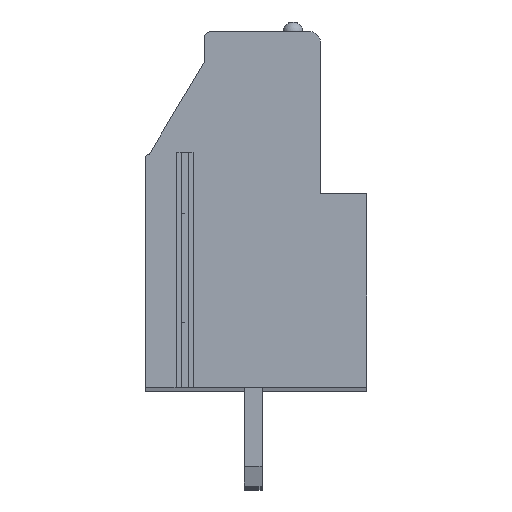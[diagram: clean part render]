
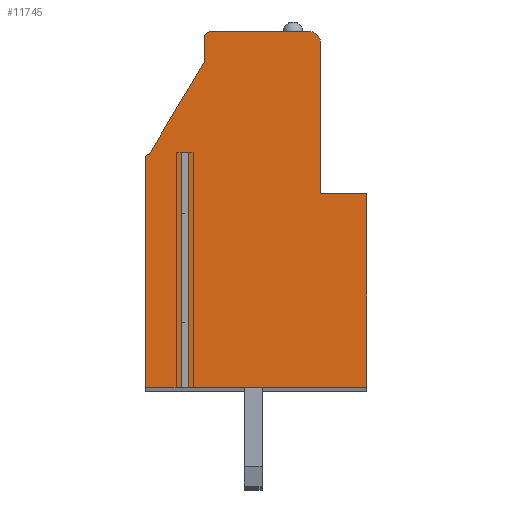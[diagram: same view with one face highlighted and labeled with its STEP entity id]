
A CAD part, top view. The second image highlights one B-rep face of the part: STEP entity #11745.
In plain terms, the highlighted planar face has unit normal (0, 0, 1).
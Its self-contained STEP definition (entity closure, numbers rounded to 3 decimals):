
#30=DIRECTION('',(-1.,0.,0.));
#31=VECTOR('',#30,0.38);
#32=CARTESIAN_POINT('',(-3.27,4.204,114.3));
#33=LINE('',#32,#31);
#34=DIRECTION('',(0.,1.,0.));
#35=VECTOR('',#34,11.9);
#36=CARTESIAN_POINT('',(-3.65,-7.696,114.3));
#37=LINE('',#36,#35);
#38=DIRECTION('',(1.,0.,0.));
#39=VECTOR('',#38,1.81);
#40=CARTESIAN_POINT('',(-5.46,-7.696,114.3));
#41=LINE('',#40,#39);
#42=DIRECTION('',(0.,-1.,0.));
#43=VECTOR('',#42,11.6);
#44=CARTESIAN_POINT('',(-5.46,3.904,114.3));
#45=LINE('',#44,#43);
#46=CARTESIAN_POINT('',(-5.26,3.904,114.3));
#47=DIRECTION('',(0.,0.,1.));
#48=DIRECTION('',(0.,1.,0.));
#49=AXIS2_PLACEMENT_3D('',#46,#47,#48);
#51=DIRECTION('',(-0.512,-0.859,0.));
#52=VECTOR('',#51,5.471);
#53=CARTESIAN_POINT('',(-2.46,8.804,114.3));
#54=LINE('',#53,#52);
#55=DIRECTION('',(0.,-1.,0.));
#56=VECTOR('',#55,1.2);
#57=CARTESIAN_POINT('',(-2.46,10.004,114.3));
#58=LINE('',#57,#56);
#59=CARTESIAN_POINT('',(-2.16,10.004,114.3));
#60=DIRECTION('',(0.,0.,1.));
#61=DIRECTION('',(0.,1.,0.));
#62=AXIS2_PLACEMENT_3D('',#59,#60,#61);
#64=DIRECTION('',(-1.,0.,0.));
#65=VECTOR('',#64,5.05);
#66=CARTESIAN_POINT('',(2.89,10.304,114.3));
#67=LINE('',#66,#65);
#68=CARTESIAN_POINT('',(2.89,9.804,114.3));
#69=DIRECTION('',(0.,0.,1.));
#70=DIRECTION('',(1.,0.,0.));
#71=AXIS2_PLACEMENT_3D('',#68,#69,#70);
#73=DIRECTION('',(0.,1.,0.));
#74=VECTOR('',#73,7.7);
#75=CARTESIAN_POINT('',(3.39,2.104,114.3));
#76=LINE('',#75,#74);
#77=DIRECTION('',(-1.,0.,0.));
#78=VECTOR('',#77,2.35);
#79=CARTESIAN_POINT('',(5.74,2.104,114.3));
#80=LINE('',#79,#78);
#81=DIRECTION('',(0.,1.,0.));
#82=VECTOR('',#81,9.8);
#83=CARTESIAN_POINT('',(5.74,-7.696,114.3));
#84=LINE('',#83,#82);
#85=DIRECTION('',(1.,0.,0.));
#86=VECTOR('',#85,9.01);
#87=CARTESIAN_POINT('',(-3.27,-7.696,114.3));
#88=LINE('',#87,#86);
#89=DIRECTION('',(0.,1.,0.));
#90=VECTOR('',#89,11.9);
#91=CARTESIAN_POINT('',(-3.27,-7.696,114.3));
#92=LINE('',#91,#90);
#9034=CARTESIAN_POINT('',(5.74,-7.696,114.3));
#9035=CARTESIAN_POINT('',(5.74,2.104,114.3));
#9036=VERTEX_POINT('',#9034);
#9037=VERTEX_POINT('',#9035);
#9038=CARTESIAN_POINT('',(3.39,2.104,114.3));
#9039=VERTEX_POINT('',#9038);
#9040=CARTESIAN_POINT('',(3.39,9.804,114.3));
#9041=VERTEX_POINT('',#9040);
#9042=CARTESIAN_POINT('',(2.89,10.304,114.3));
#9043=VERTEX_POINT('',#9042);
#9044=CARTESIAN_POINT('',(-2.16,10.304,114.3));
#9045=VERTEX_POINT('',#9044);
#9046=CARTESIAN_POINT('',(-2.46,10.004,114.3));
#9047=VERTEX_POINT('',#9046);
#9048=CARTESIAN_POINT('',(-2.46,8.804,114.3));
#9049=VERTEX_POINT('',#9048);
#9050=CARTESIAN_POINT('',(-5.26,4.104,114.3));
#9051=VERTEX_POINT('',#9050);
#9052=CARTESIAN_POINT('',(-5.46,3.904,114.3));
#9053=VERTEX_POINT('',#9052);
#9054=CARTESIAN_POINT('',(-5.46,-7.696,114.3));
#9055=VERTEX_POINT('',#9054);
#9136=CARTESIAN_POINT('',(-3.27,4.204,114.3));
#9137=CARTESIAN_POINT('',(-3.65,4.204,114.3));
#9138=VERTEX_POINT('',#9136);
#9139=VERTEX_POINT('',#9137);
#9140=CARTESIAN_POINT('',(-3.27,-7.696,114.3));
#9141=VERTEX_POINT('',#9140);
#9142=CARTESIAN_POINT('',(-3.65,-7.696,114.3));
#9143=VERTEX_POINT('',#9142);
#11708=CARTESIAN_POINT('',(0.,0.,114.3));
#11709=DIRECTION('',(0.,0.,1.));
#11710=DIRECTION('',(1.,0.,0.));
#11711=AXIS2_PLACEMENT_3D('',#11708,#11709,#11710);
#11712=PLANE('',#11711);
#11714=ORIENTED_EDGE('',*,*,#11713,.T.);
#11716=ORIENTED_EDGE('',*,*,#11715,.F.);
#11718=ORIENTED_EDGE('',*,*,#11717,.F.);
#11720=ORIENTED_EDGE('',*,*,#11719,.F.);
#11722=ORIENTED_EDGE('',*,*,#11721,.F.);
#11724=ORIENTED_EDGE('',*,*,#11723,.F.);
#11726=ORIENTED_EDGE('',*,*,#11725,.F.);
#11728=ORIENTED_EDGE('',*,*,#11727,.F.);
#11730=ORIENTED_EDGE('',*,*,#11729,.F.);
#11732=ORIENTED_EDGE('',*,*,#11731,.F.);
#11734=ORIENTED_EDGE('',*,*,#11733,.F.);
#11736=ORIENTED_EDGE('',*,*,#11735,.F.);
#11738=ORIENTED_EDGE('',*,*,#11737,.F.);
#11740=ORIENTED_EDGE('',*,*,#11739,.F.);
#11742=ORIENTED_EDGE('',*,*,#11741,.T.);
#11743=EDGE_LOOP('',(#11714,#11716,#11718,#11720,#11722,#11724,#11726,#11728,
#11730,#11732,#11734,#11736,#11738,#11740,#11742));
#11744=FACE_OUTER_BOUND('',#11743,.F.);
#50=CIRCLE('',#49,0.2);
#63=CIRCLE('',#62,0.3);
#72=CIRCLE('',#71,0.5);
#11713=EDGE_CURVE('',#9138,#9139,#33,.T.);
#11715=EDGE_CURVE('',#9143,#9139,#37,.T.);
#11717=EDGE_CURVE('',#9055,#9143,#41,.T.);
#11719=EDGE_CURVE('',#9053,#9055,#45,.T.);
#11721=EDGE_CURVE('',#9051,#9053,#50,.T.);
#11723=EDGE_CURVE('',#9049,#9051,#54,.T.);
#11725=EDGE_CURVE('',#9047,#9049,#58,.T.);
#11727=EDGE_CURVE('',#9045,#9047,#63,.T.);
#11729=EDGE_CURVE('',#9043,#9045,#67,.T.);
#11731=EDGE_CURVE('',#9041,#9043,#72,.T.);
#11733=EDGE_CURVE('',#9039,#9041,#76,.T.);
#11735=EDGE_CURVE('',#9037,#9039,#80,.T.);
#11737=EDGE_CURVE('',#9036,#9037,#84,.T.);
#11739=EDGE_CURVE('',#9141,#9036,#88,.T.);
#11741=EDGE_CURVE('',#9141,#9138,#92,.T.);
#11745=ADVANCED_FACE('',(#11744),#11712,.T.);
